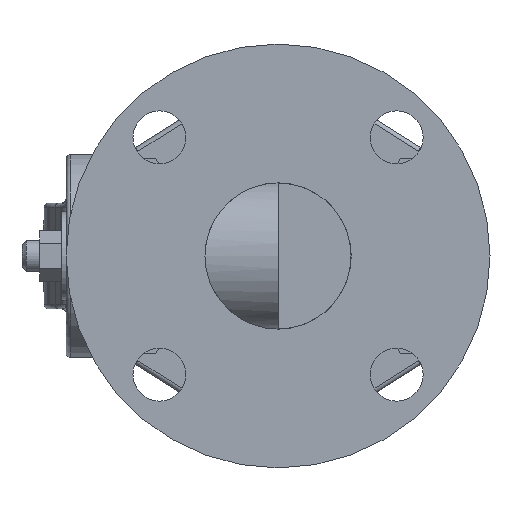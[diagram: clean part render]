
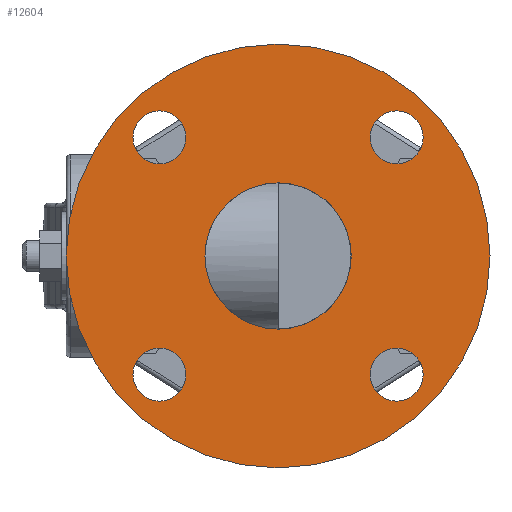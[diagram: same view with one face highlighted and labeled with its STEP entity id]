
A CAD part, front view. The second image highlights one B-rep face of the part: STEP entity #12604.
In plain terms, the highlighted planar face has unit normal (0, -1, 0).
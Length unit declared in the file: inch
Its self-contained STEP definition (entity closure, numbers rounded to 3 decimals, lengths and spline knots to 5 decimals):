
#2322=CARTESIAN_POINT('',(-3.0,-3.4995,0.0));
#2323=VERTEX_POINT('',#2322);
#2324=CARTESIAN_POINT('',(0.0,-3.4995,0.0));
#2325=DIRECTION('',(0.0,1.0,0.0));
#2326=DIRECTION('',(-1.0,0.0,0.0));
#2327=AXIS2_PLACEMENT_3D('',#2324,#2325,#2326);
#2328=CIRCLE('',#2327,3.0);
#2329=EDGE_CURVE('',#2323,#2323,#2328,.T.);
#11940=CARTESIAN_POINT('',(2.05438,-3.4995,-1.67938));
#11941=VERTEX_POINT('',#11940);
#11942=CARTESIAN_POINT('',(1.67938,-3.4995,-1.67938));
#11943=DIRECTION('',(0.0,1.0,0.0));
#11944=DIRECTION('',(-1.0,0.0,0.0));
#11945=AXIS2_PLACEMENT_3D('',#11942,#11943,#11944);
#11946=CIRCLE('',#11945,0.375);
#11947=EDGE_CURVE('',#11941,#11941,#11946,.T.);
#11960=CARTESIAN_POINT('',(-1.30438,-3.4995,1.67938));
#11961=VERTEX_POINT('',#11960);
#11962=CARTESIAN_POINT('',(-1.67938,-3.4995,1.67938));
#11963=DIRECTION('',(0.0,1.0,0.0));
#11964=DIRECTION('',(-1.0,0.0,0.0));
#11965=AXIS2_PLACEMENT_3D('',#11962,#11963,#11964);
#11966=CIRCLE('',#11965,0.375);
#11967=EDGE_CURVE('',#11961,#11961,#11966,.T.);
#11980=CARTESIAN_POINT('',(-1.30438,-3.4995,-1.67938));
#11981=VERTEX_POINT('',#11980);
#11982=CARTESIAN_POINT('',(-1.67938,-3.4995,-1.67938));
#11983=DIRECTION('',(0.0,1.0,0.0));
#11984=DIRECTION('',(-1.0,0.0,0.0));
#11985=AXIS2_PLACEMENT_3D('',#11982,#11983,#11984);
#11986=CIRCLE('',#11985,0.375);
#11987=EDGE_CURVE('',#11981,#11981,#11986,.T.);
#12000=CARTESIAN_POINT('',(2.05438,-3.4995,1.67938));
#12001=VERTEX_POINT('',#12000);
#12002=CARTESIAN_POINT('',(1.67938,-3.4995,1.67938));
#12003=DIRECTION('',(0.0,1.0,0.0));
#12004=DIRECTION('',(-1.0,0.0,0.0));
#12005=AXIS2_PLACEMENT_3D('',#12002,#12003,#12004);
#12006=CIRCLE('',#12005,0.375);
#12007=EDGE_CURVE('',#12001,#12001,#12006,.T.);
#12211=CARTESIAN_POINT('',(-1.035,-3.4995,0.0));
#12212=VERTEX_POINT('',#12211);
#12213=CARTESIAN_POINT('',(0.0,-3.4995,0.0));
#12214=DIRECTION('',(0.0,1.0,0.0));
#12215=DIRECTION('',(-1.0,0.0,0.0));
#12216=AXIS2_PLACEMENT_3D('',#12213,#12214,#12215);
#12217=CIRCLE('',#12216,1.035);
#12218=EDGE_CURVE('',#12212,#12212,#12217,.T.);
#12581=CARTESIAN_POINT('',(-2.0175,-3.4995,0.0));
#12582=DIRECTION('',(0.0,-1.0,0.0));
#12583=DIRECTION('',(0.0,0.0,-1.0));
#12584=AXIS2_PLACEMENT_3D('',#12581,#12582,#12583);
#12585=PLANE('',#12584);
#12586=ORIENTED_EDGE('',*,*,#2329,.F.);
#12587=EDGE_LOOP('',(#12586));
#12588=FACE_OUTER_BOUND('',#12587,.T.);
#12589=ORIENTED_EDGE('',*,*,#11947,.T.);
#12590=EDGE_LOOP('',(#12589));
#12591=FACE_BOUND('',#12590,.T.);
#12592=ORIENTED_EDGE('',*,*,#11967,.T.);
#12593=EDGE_LOOP('',(#12592));
#12594=FACE_BOUND('',#12593,.T.);
#12595=ORIENTED_EDGE('',*,*,#11987,.T.);
#12596=EDGE_LOOP('',(#12595));
#12597=FACE_BOUND('',#12596,.T.);
#12598=ORIENTED_EDGE('',*,*,#12007,.T.);
#12599=EDGE_LOOP('',(#12598));
#12600=FACE_BOUND('',#12599,.T.);
#12601=ORIENTED_EDGE('',*,*,#12218,.T.);
#12602=EDGE_LOOP('',(#12601));
#12603=FACE_BOUND('',#12602,.T.);
#12604=ADVANCED_FACE('',(#12588,#12591,#12594,#12597,#12600,#12603),#12585,.T.);
